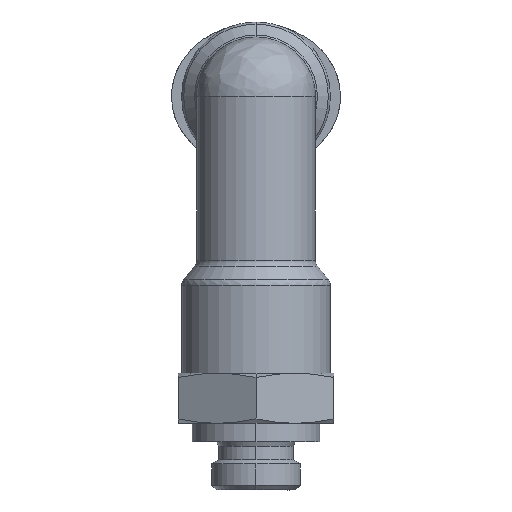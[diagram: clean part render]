
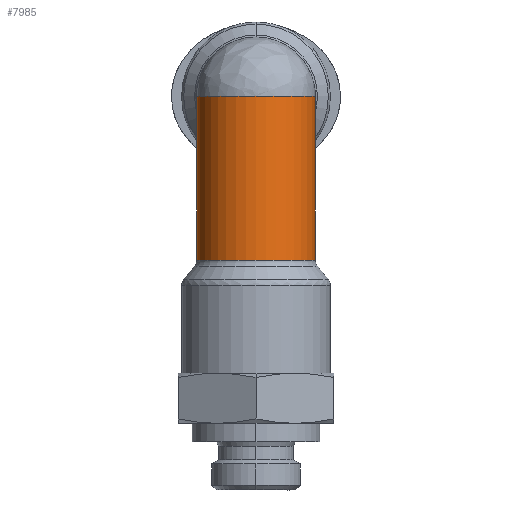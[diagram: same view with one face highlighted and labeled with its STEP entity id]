
A CAD part, front view. The second image highlights one B-rep face of the part: STEP entity #7985.
In plain terms, the highlighted cylindrical face has radius 6.5 mm (diameter 13 mm), a partial arc.
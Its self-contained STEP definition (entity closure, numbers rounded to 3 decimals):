
#81 = VERTEX_POINT ( 'NONE', #8842 ) ;
#136 = CIRCLE ( 'NONE', #13888, 6.5 ) ;
#1111 = EDGE_CURVE ( 'NONE', #81, #4566, #9552, .T. ) ;
#1269 = DIRECTION ( 'NONE',  ( 0., -1., 0. ) ) ;
#1672 = DIRECTION ( 'NONE',  ( 0., 0., 1. ) ) ;
#1765 = CARTESIAN_POINT ( 'NONE',  ( -9.233, -6.5, -17.941 ) ) ;
#1780 = VERTEX_POINT ( 'NONE', #1765 ) ;
#2095 = DIRECTION ( 'NONE',  ( 0., 0., -1. ) ) ;
#2855 = VECTOR ( 'NONE', #14710, 1000. ) ;
#2967 = ORIENTED_EDGE ( 'NONE', *, *, #14666, .T. ) ;
#4280 = CARTESIAN_POINT ( 'NONE',  ( -9.233, 6.5, -9.15 ) ) ;
#4566 = VERTEX_POINT ( 'NONE', #4867 ) ;
#4867 = CARTESIAN_POINT ( 'NONE',  ( -9.233, 6.5, 0. ) ) ;
#4905 = ORIENTED_EDGE ( 'NONE', *, *, #13421, .T. ) ;
#5095 = CARTESIAN_POINT ( 'NONE',  ( -9.233, 0., 0. ) ) ;
#5313 = AXIS2_PLACEMENT_3D ( 'NONE', #15909, #9585, #14739 ) ;
#5409 = DIRECTION ( 'NONE',  ( 0., -1., 0. ) ) ;
#6292 = LINE ( 'NONE', #9768, #2855 ) ;
#6596 = CARTESIAN_POINT ( 'NONE',  ( -9.233, 0., -17.941 ) ) ;
#6627 = AXIS2_PLACEMENT_3D ( 'NONE', #6596, #15986, #5409 ) ;
#7463 = LINE ( 'NONE', #4280, #15047 ) ;
#7985 = ADVANCED_FACE ( 'NONE', ( #12288 ), #12273, .T. ) ;
#8802 = EDGE_LOOP ( 'NONE', ( #16178, #4905, #2967, #13290, #13099 ) ) ;
#8842 = CARTESIAN_POINT ( 'NONE',  ( -15.733, 0., 0. ) ) ;
#8982 = DIRECTION ( 'NONE',  ( 0., 0., -1. ) ) ;
#9552 = CIRCLE ( 'NONE', #10009, 6.5 ) ;
#9585 = DIRECTION ( 'NONE',  ( 0., 0., 1. ) ) ;
#9610 = VERTEX_POINT ( 'NONE', #14800 ) ;
#9768 = CARTESIAN_POINT ( 'NONE',  ( -9.233, -6.5, -9.15 ) ) ;
#10009 = AXIS2_PLACEMENT_3D ( 'NONE', #16180, #2095, #13399 ) ;
#11772 = CIRCLE ( 'NONE', #6627, 6.5 ) ;
#12103 = VERTEX_POINT ( 'NONE', #16139 ) ;
#12273 = CYLINDRICAL_SURFACE ( 'NONE', #5313, 6.5 ) ;
#12288 = FACE_OUTER_BOUND ( 'NONE', #8802, .T. ) ;
#12423 = EDGE_CURVE ( 'NONE', #9610, #81, #136, .T. ) ;
#13099 = ORIENTED_EDGE ( 'NONE', *, *, #1111, .T. ) ;
#13290 = ORIENTED_EDGE ( 'NONE', *, *, #12423, .T. ) ;
#13399 = DIRECTION ( 'NONE',  ( 0., -1., 0. ) ) ;
#13421 = EDGE_CURVE ( 'NONE', #12103, #1780, #11772, .T. ) ;
#13888 = AXIS2_PLACEMENT_3D ( 'NONE', #5095, #8982, #1269 ) ;
#14666 = EDGE_CURVE ( 'NONE', #1780, #9610, #6292, .T. ) ;
#14710 = DIRECTION ( 'NONE',  ( 0., 0., 1. ) ) ;
#14739 = DIRECTION ( 'NONE',  ( 0., -1., 0. ) ) ;
#14800 = CARTESIAN_POINT ( 'NONE',  ( -9.233, -6.5, 0. ) ) ;
#15047 = VECTOR ( 'NONE', #1672, 1000. ) ;
#15909 = CARTESIAN_POINT ( 'NONE',  ( -9.233, 0., -9.15 ) ) ;
#15986 = DIRECTION ( 'NONE',  ( 0., 0., 1. ) ) ;
#16139 = CARTESIAN_POINT ( 'NONE',  ( -9.233, 6.5, -17.941 ) ) ;
#16178 = ORIENTED_EDGE ( 'NONE', *, *, #16546, .F. ) ;
#16180 = CARTESIAN_POINT ( 'NONE',  ( -9.233, 0., 0. ) ) ;
#16546 = EDGE_CURVE ( 'NONE', #12103, #4566, #7463, .T. ) ;
